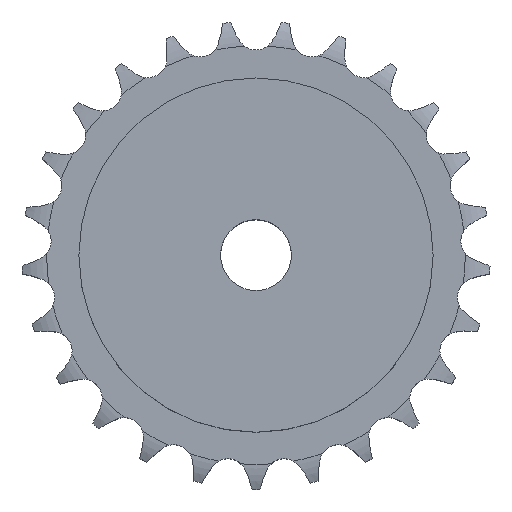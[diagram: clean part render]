
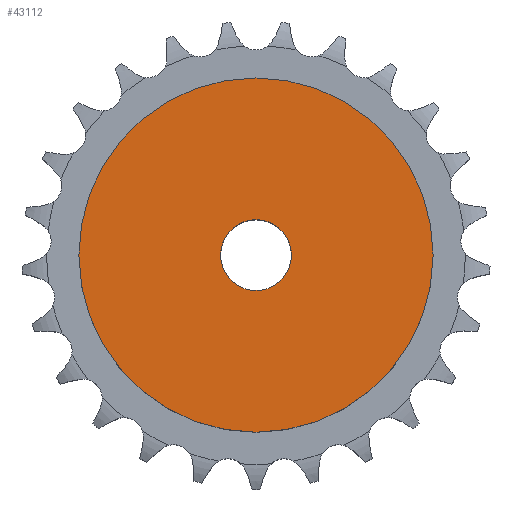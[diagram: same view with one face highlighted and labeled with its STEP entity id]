
A CAD part, top view. The second image highlights one B-rep face of the part: STEP entity #43112.
In plain terms, the highlighted planar face has unit normal (0, 0, 1).
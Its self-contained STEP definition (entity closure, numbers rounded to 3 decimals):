
#23006 = CYLINDRICAL_SURFACE('',#23007,8.);
#23007 = AXIS2_PLACEMENT_3D('',#23008,#23009,#23010);
#23008 = CARTESIAN_POINT('',(0.,0.,166.622));
#23009 = DIRECTION('',(0.,0.,1.));
#23010 = DIRECTION('',(1.,0.,0.));
#29487 = EDGE_CURVE('',#29488,#29488,#29490,.T.);
#29488 = VERTEX_POINT('',#29489);
#29489 = CARTESIAN_POINT('',(8.,0.,40.));
#29490 = SURFACE_CURVE('',#29491,(#29496,#29503),.PCURVE_S1.);
#29491 = CIRCLE('',#29492,8.);
#29492 = AXIS2_PLACEMENT_3D('',#29493,#29494,#29495);
#29493 = CARTESIAN_POINT('',(0.,0.,40.));
#29494 = DIRECTION('',(0.,0.,1.));
#29495 = DIRECTION('',(1.,0.,0.));
#29496 = PCURVE('',#23006,#29497);
#29497 = DEFINITIONAL_REPRESENTATION('',(#29498),#29502);
#29498 = LINE('',#29499,#29500);
#29499 = CARTESIAN_POINT('',(0.,-126.622));
#29500 = VECTOR('',#29501,1.);
#29501 = DIRECTION('',(1.,0.));
#29502 = ( GEOMETRIC_REPRESENTATION_CONTEXT(2) 
PARAMETRIC_REPRESENTATION_CONTEXT() REPRESENTATION_CONTEXT('2D SPACE',''
  ) );
#29503 = PCURVE('',#29504,#29509);
#29504 = PLANE('',#29505);
#29505 = AXIS2_PLACEMENT_3D('',#29506,#29507,#29508);
#29506 = CARTESIAN_POINT('',(0.,0.,40.)
  );
#29507 = DIRECTION('',(0.,0.,1.));
#29508 = DIRECTION('',(1.,0.,0.));
#29509 = DEFINITIONAL_REPRESENTATION('',(#29510),#29514);
#29510 = CIRCLE('',#29511,8.);
#29511 = AXIS2_PLACEMENT_2D('',#29512,#29513);
#29512 = CARTESIAN_POINT('',(0.,0.));
#29513 = DIRECTION('',(1.,0.));
#29514 = ( GEOMETRIC_REPRESENTATION_CONTEXT(2) 
PARAMETRIC_REPRESENTATION_CONTEXT() REPRESENTATION_CONTEXT('2D SPACE',''
  ) );
#43112 = ADVANCED_FACE('',(#43113,#43144),#29504,.T.);
#43113 = FACE_BOUND('',#43114,.T.);
#43114 = EDGE_LOOP('',(#43115));
#43115 = ORIENTED_EDGE('',*,*,#43116,.T.);
#43116 = EDGE_CURVE('',#43117,#43117,#43119,.T.);
#43117 = VERTEX_POINT('',#43118);
#43118 = CARTESIAN_POINT('',(40.,0.,40.));
#43119 = SURFACE_CURVE('',#43120,(#43125,#43132),.PCURVE_S1.);
#43120 = CIRCLE('',#43121,40.);
#43121 = AXIS2_PLACEMENT_3D('',#43122,#43123,#43124);
#43122 = CARTESIAN_POINT('',(0.,0.,40.));
#43123 = DIRECTION('',(0.,0.,1.));
#43124 = DIRECTION('',(1.,0.,0.));
#43125 = PCURVE('',#29504,#43126);
#43126 = DEFINITIONAL_REPRESENTATION('',(#43127),#43131);
#43127 = CIRCLE('',#43128,40.);
#43128 = AXIS2_PLACEMENT_2D('',#43129,#43130);
#43129 = CARTESIAN_POINT('',(0.,0.));
#43130 = DIRECTION('',(1.,0.));
#43131 = ( GEOMETRIC_REPRESENTATION_CONTEXT(2) 
PARAMETRIC_REPRESENTATION_CONTEXT() REPRESENTATION_CONTEXT('2D SPACE',''
  ) );
#43132 = PCURVE('',#43133,#43138);
#43133 = CYLINDRICAL_SURFACE('',#43134,40.);
#43134 = AXIS2_PLACEMENT_3D('',#43135,#43136,#43137);
#43135 = CARTESIAN_POINT('',(0.,0.,0.));
#43136 = DIRECTION('',(-0.,-0.,-1.));
#43137 = DIRECTION('',(1.,0.,0.));
#43138 = DEFINITIONAL_REPRESENTATION('',(#43139),#43143);
#43139 = LINE('',#43140,#43141);
#43140 = CARTESIAN_POINT('',(-0.,-40.));
#43141 = VECTOR('',#43142,1.);
#43142 = DIRECTION('',(-1.,0.));
#43143 = ( GEOMETRIC_REPRESENTATION_CONTEXT(2) 
PARAMETRIC_REPRESENTATION_CONTEXT() REPRESENTATION_CONTEXT('2D SPACE',''
  ) );
#43144 = FACE_BOUND('',#43145,.T.);
#43145 = EDGE_LOOP('',(#43146));
#43146 = ORIENTED_EDGE('',*,*,#29487,.F.);
